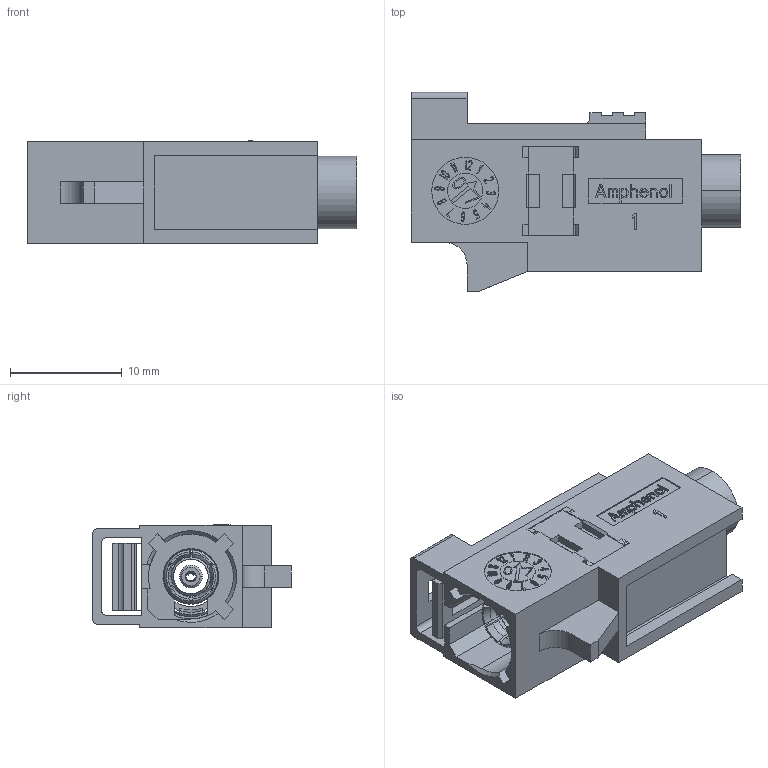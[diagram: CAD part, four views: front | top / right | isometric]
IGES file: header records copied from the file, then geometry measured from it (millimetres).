
Start section:  PTC IGES file: fa1-nzsj-c04-6.igs
Global section: file name: fa1-nzsj-c04-6.igs; native system: Pro/ENGINEER by Parametric Technology Corporation; preprocessor: 2008010; author: rkarthik; organization: Unknown; date: 20100121.114558; units: millimetre
Bounding box: 29.5 x 17.8 x 9.3 mm (x, y, z)
Surface area: 3064 mm2 (no closed solid volume)
Topology: 0 solids, 0 shells, 222 faces, 2580 edges, 2580 vertices
Faces by surface type: bspline 149, revolution 73
